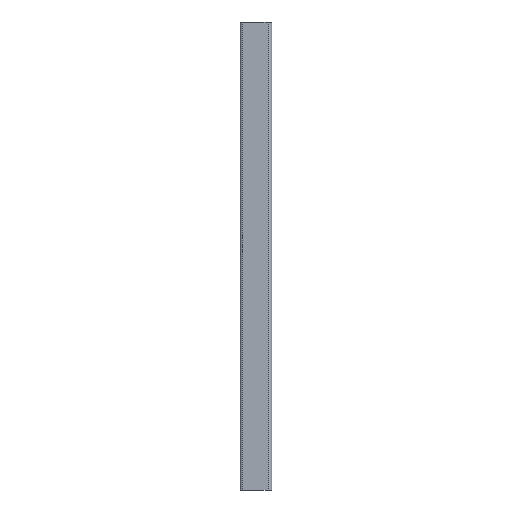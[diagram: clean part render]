
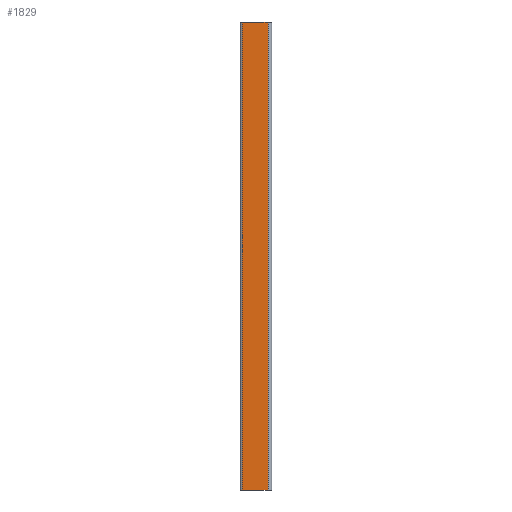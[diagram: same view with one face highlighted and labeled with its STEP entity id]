
A CAD part, left-side view. The second image highlights one B-rep face of the part: STEP entity #1829.
In plain terms, the highlighted planar face has unit normal (-1, 0, 0).
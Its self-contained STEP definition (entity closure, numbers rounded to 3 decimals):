
#103 = EDGE_CURVE ( 'NONE', #441, #1112, #2088, .T. ) ;
#371 = FACE_OUTER_BOUND ( 'NONE', #1023, .T. ) ;
#441 = VERTEX_POINT ( 'NONE', #2293 ) ;
#488 = LINE ( 'NONE', #3432, #3341 ) ;
#592 = VECTOR ( 'NONE', #818, 1000. ) ;
#643 = ORIENTED_EDGE ( 'NONE', *, *, #1924, .F. ) ;
#698 = CARTESIAN_POINT ( 'NONE',  ( -20.5, 5., 0. ) ) ;
#706 = VERTEX_POINT ( 'NONE', #1440 ) ;
#818 = DIRECTION ( 'NONE',  ( 0., -1., 0. ) ) ;
#844 = VERTEX_POINT ( 'NONE', #1836 ) ;
#1023 = EDGE_LOOP ( 'NONE', ( #1378, #643, #2051, #3369 ) ) ;
#1112 = VERTEX_POINT ( 'NONE', #1594 ) ;
#1236 = VECTOR ( 'NONE', #2441, 1000. ) ;
#1275 = DIRECTION ( 'NONE',  ( 1., 0., 0. ) ) ;
#1337 = PLANE ( 'NONE',  #1488 ) ;
#1378 = ORIENTED_EDGE ( 'NONE', *, *, #103, .T. ) ;
#1440 = CARTESIAN_POINT ( 'NONE',  ( -20.5, 5., 600. ) ) ;
#1488 = AXIS2_PLACEMENT_3D ( 'NONE', #2433, #1275, #1554 ) ;
#1520 = LINE ( 'NONE', #2350, #2206 ) ;
#1554 = DIRECTION ( 'NONE',  ( 0., 0., -1. ) ) ;
#1594 = CARTESIAN_POINT ( 'NONE',  ( -20.5, 5., 0. ) ) ;
#1829 = ADVANCED_FACE ( 'NONE', ( #371 ), #1337, .F. ) ;
#1836 = CARTESIAN_POINT ( 'NONE',  ( -20.5, 38., 600. ) ) ;
#1924 = EDGE_CURVE ( 'NONE', #706, #1112, #488, .T. ) ;
#2051 = ORIENTED_EDGE ( 'NONE', *, *, #3010, .F. ) ;
#2088 = LINE ( 'NONE', #698, #592 ) ;
#2206 = VECTOR ( 'NONE', #2272, 1000. ) ;
#2272 = DIRECTION ( 'NONE',  ( 0., 0., -1. ) ) ;
#2293 = CARTESIAN_POINT ( 'NONE',  ( -20.5, 38., 0. ) ) ;
#2350 = CARTESIAN_POINT ( 'NONE',  ( -20.5, 38., 600. ) ) ;
#2363 = EDGE_CURVE ( 'NONE', #844, #441, #1520, .T. ) ;
#2433 = CARTESIAN_POINT ( 'NONE',  ( -20.5, 5., 600. ) ) ;
#2441 = DIRECTION ( 'NONE',  ( 0., -1., 0. ) ) ;
#2587 = CARTESIAN_POINT ( 'NONE',  ( -20.5, 5., 600. ) ) ;
#2712 = LINE ( 'NONE', #2587, #1236 ) ;
#3010 = EDGE_CURVE ( 'NONE', #844, #706, #2712, .T. ) ;
#3269 = DIRECTION ( 'NONE',  ( 0., 0., -1. ) ) ;
#3341 = VECTOR ( 'NONE', #3269, 1000. ) ;
#3369 = ORIENTED_EDGE ( 'NONE', *, *, #2363, .T. ) ;
#3432 = CARTESIAN_POINT ( 'NONE',  ( -20.5, 5., 600. ) ) ;
